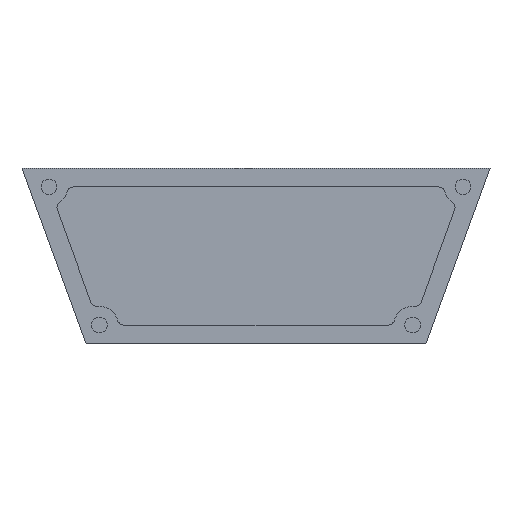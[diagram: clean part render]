
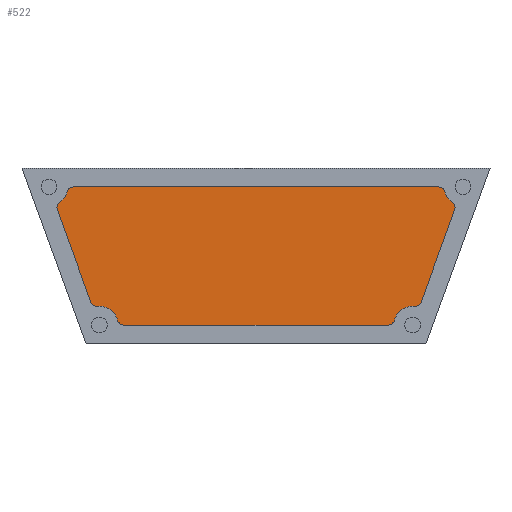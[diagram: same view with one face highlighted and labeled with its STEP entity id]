
A CAD part, top view. The second image highlights one B-rep face of the part: STEP entity #522.
In plain terms, the highlighted planar face has unit normal (0, 0, 1).
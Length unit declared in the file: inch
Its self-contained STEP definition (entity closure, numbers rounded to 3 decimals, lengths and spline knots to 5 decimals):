
#32=PLANE('',#600);
#63=FACE_OUTER_BOUND('',#94,.T.);
#94=EDGE_LOOP('',(#422,#423,#424,#425,#426,#427,#428,#429,#430,#431,#432,
#433,#434,#435,#436,#437));
#110=LINE('',#796,#150);
#115=LINE('',#819,#155);
#121=LINE('',#843,#161);
#127=LINE('',#867,#167);
#150=VECTOR('',#624,0.3937);
#155=VECTOR('',#649,0.3937);
#161=VECTOR('',#675,0.3937);
#167=VECTOR('',#701,0.3937);
#186=CIRCLE('',#545,0.125);
#188=CIRCLE('',#549,0.125);
#190=CIRCLE('',#552,0.375);
#192=CIRCLE('',#555,0.125);
#194=CIRCLE('',#559,0.125);
#196=CIRCLE('',#562,0.375);
#198=CIRCLE('',#565,0.125);
#200=CIRCLE('',#569,0.125);
#202=CIRCLE('',#572,0.375);
#204=CIRCLE('',#575,0.125);
#206=CIRCLE('',#579,0.125);
#208=CIRCLE('',#582,0.375);
#218=VERTEX_POINT('',#783);
#219=VERTEX_POINT('',#784);
#223=VERTEX_POINT('',#794);
#224=VERTEX_POINT('',#798);
#225=VERTEX_POINT('',#799);
#228=VERTEX_POINT('',#810);
#229=VERTEX_POINT('',#811);
#232=VERTEX_POINT('',#822);
#233=VERTEX_POINT('',#823);
#236=VERTEX_POINT('',#834);
#237=VERTEX_POINT('',#835);
#240=VERTEX_POINT('',#846);
#241=VERTEX_POINT('',#847);
#244=VERTEX_POINT('',#858);
#245=VERTEX_POINT('',#859);
#248=VERTEX_POINT('',#870);
#266=EDGE_CURVE('',#218,#219,#186,.T.);
#272=EDGE_CURVE('',#223,#219,#110,.T.);
#273=EDGE_CURVE('',#224,#225,#188,.T.);
#277=EDGE_CURVE('',#218,#225,#190,.T.);
#279=EDGE_CURVE('',#228,#229,#192,.T.);
#283=EDGE_CURVE('',#224,#229,#115,.T.);
#285=EDGE_CURVE('',#232,#233,#194,.T.);
#289=EDGE_CURVE('',#228,#233,#196,.T.);
#291=EDGE_CURVE('',#236,#237,#198,.T.);
#295=EDGE_CURVE('',#232,#237,#121,.T.);
#297=EDGE_CURVE('',#240,#241,#200,.T.);
#301=EDGE_CURVE('',#236,#241,#202,.T.);
#303=EDGE_CURVE('',#244,#245,#204,.T.);
#307=EDGE_CURVE('',#240,#245,#127,.T.);
#309=EDGE_CURVE('',#223,#248,#206,.T.);
#312=EDGE_CURVE('',#244,#248,#208,.T.);
#422=ORIENTED_EDGE('',*,*,#266,.T.);
#423=ORIENTED_EDGE('',*,*,#272,.F.);
#424=ORIENTED_EDGE('',*,*,#309,.T.);
#425=ORIENTED_EDGE('',*,*,#312,.F.);
#426=ORIENTED_EDGE('',*,*,#303,.T.);
#427=ORIENTED_EDGE('',*,*,#307,.F.);
#428=ORIENTED_EDGE('',*,*,#297,.T.);
#429=ORIENTED_EDGE('',*,*,#301,.F.);
#430=ORIENTED_EDGE('',*,*,#291,.T.);
#431=ORIENTED_EDGE('',*,*,#295,.F.);
#432=ORIENTED_EDGE('',*,*,#285,.T.);
#433=ORIENTED_EDGE('',*,*,#289,.F.);
#434=ORIENTED_EDGE('',*,*,#279,.T.);
#435=ORIENTED_EDGE('',*,*,#283,.F.);
#436=ORIENTED_EDGE('',*,*,#273,.T.);
#437=ORIENTED_EDGE('',*,*,#277,.F.);
#522=ADVANCED_FACE('',(#63),#32,.T.);
#545=AXIS2_PLACEMENT_3D('',#785,#614,#615);
#549=AXIS2_PLACEMENT_3D('',#800,#627,#628);
#552=AXIS2_PLACEMENT_3D('',#807,#635,#636);
#555=AXIS2_PLACEMENT_3D('',#812,#641,#642);
#559=AXIS2_PLACEMENT_3D('',#824,#653,#654);
#562=AXIS2_PLACEMENT_3D('',#831,#661,#662);
#565=AXIS2_PLACEMENT_3D('',#836,#667,#668);
#569=AXIS2_PLACEMENT_3D('',#848,#679,#680);
#572=AXIS2_PLACEMENT_3D('',#855,#687,#688);
#575=AXIS2_PLACEMENT_3D('',#860,#693,#694);
#579=AXIS2_PLACEMENT_3D('',#871,#705,#706);
#582=AXIS2_PLACEMENT_3D('',#876,#712,#713);
#600=AXIS2_PLACEMENT_3D('',#906,#752,#753);
#614=DIRECTION('center_axis',(0.,0.,1.));
#615=DIRECTION('ref_axis',(0.612,0.791,0.));
#624=DIRECTION('',(1.,0.,0.));
#627=DIRECTION('center_axis',(0.,0.,1.));
#628=DIRECTION('ref_axis',(0.952,0.305,0.));
#635=DIRECTION('center_axis',(0.,0.,1.));
#636=DIRECTION('ref_axis',(-1.,0.,0.));
#641=DIRECTION('center_axis',(0.,0.,1.));
#642=DIRECTION('ref_axis',(0.533,-0.846,0.));
#649=DIRECTION('',(-0.342,-0.94,0.));
#653=DIRECTION('center_axis',(0.,0.,1.));
#654=DIRECTION('ref_axis',(0.612,-0.791,0.));
#661=DIRECTION('center_axis',(0.,0.,1.));
#662=DIRECTION('ref_axis',(-1.,0.,0.));
#667=DIRECTION('center_axis',(0.,0.,1.));
#668=DIRECTION('ref_axis',(-0.612,-0.791,0.));
#675=DIRECTION('',(-1.,0.,0.));
#679=DIRECTION('center_axis',(0.,0.,1.));
#680=DIRECTION('ref_axis',(-0.533,-0.846,0.));
#687=DIRECTION('center_axis',(0.,0.,1.));
#688=DIRECTION('ref_axis',(-1.,0.,0.));
#693=DIRECTION('center_axis',(0.,0.,1.));
#694=DIRECTION('ref_axis',(-0.952,0.305,0.));
#701=DIRECTION('',(-0.342,0.94,0.));
#705=DIRECTION('center_axis',(0.,0.,1.));
#706=DIRECTION('ref_axis',(-0.612,0.791,0.));
#712=DIRECTION('center_axis',(0.,0.,1.));
#713=DIRECTION('ref_axis',(-1.,0.,0.));
#752=DIRECTION('center_axis',(0.,0.,1.));
#753=DIRECTION('ref_axis',(-1.,0.,0.));
#783=CARTESIAN_POINT('',(3.75312,1.53125,0.25));
#784=CARTESIAN_POINT('',(3.63209,1.625,0.25));
#785=CARTESIAN_POINT('Origin',(3.63209,1.5,0.25));
#794=CARTESIAN_POINT('',(-3.62043,1.625,0.25));
#796=CARTESIAN_POINT('',(4.11621,1.625,0.25));
#798=CARTESIAN_POINT('',(3.95063,1.17007,0.25));
#799=CARTESIAN_POINT('',(3.90393,1.31587,0.25));
#800=CARTESIAN_POINT('Origin',(3.83317,1.21283,0.25));
#807=CARTESIAN_POINT('Origin',(4.11621,1.625,0.25));
#810=CARTESIAN_POINT('',(3.15434,-0.74362,0.25));
#811=CARTESIAN_POINT('',(3.28383,-0.66195,0.25));
#812=CARTESIAN_POINT('Origin',(3.16637,-0.6192,0.25));
#819=CARTESIAN_POINT('',(3.11825,-1.11688,0.25));
#822=CARTESIAN_POINT('',(2.63413,-1.11688,0.25));
#823=CARTESIAN_POINT('',(2.75516,-1.02313,0.25));
#824=CARTESIAN_POINT('Origin',(2.63413,-0.99188,0.25));
#831=CARTESIAN_POINT('Origin',(3.11825,-1.11688,0.25));
#834=CARTESIAN_POINT('',(-2.7435,-1.02313,0.25));
#835=CARTESIAN_POINT('',(-2.62247,-1.11688,0.25));
#836=CARTESIAN_POINT('Origin',(-2.62247,-0.99188,0.25));
#843=CARTESIAN_POINT('',(-3.1066,-1.11688,0.25));
#846=CARTESIAN_POINT('',(-3.27218,-0.66195,0.25));
#847=CARTESIAN_POINT('',(-3.14268,-0.74362,0.25));
#848=CARTESIAN_POINT('Origin',(-3.15471,-0.6192,0.25));
#855=CARTESIAN_POINT('Origin',(-3.1066,-1.11688,0.25));
#858=CARTESIAN_POINT('',(-3.89228,1.31587,0.25));
#859=CARTESIAN_POINT('',(-3.93898,1.17007,0.25));
#860=CARTESIAN_POINT('Origin',(-3.82152,1.21283,0.25));
#867=CARTESIAN_POINT('',(-4.10456,1.625,0.25));
#870=CARTESIAN_POINT('',(-3.74147,1.53125,0.25));
#871=CARTESIAN_POINT('Origin',(-3.62043,1.5,0.25));
#876=CARTESIAN_POINT('Origin',(-4.10456,1.625,0.25));
#906=CARTESIAN_POINT('Origin',(0.00583,0.25406,0.25));
